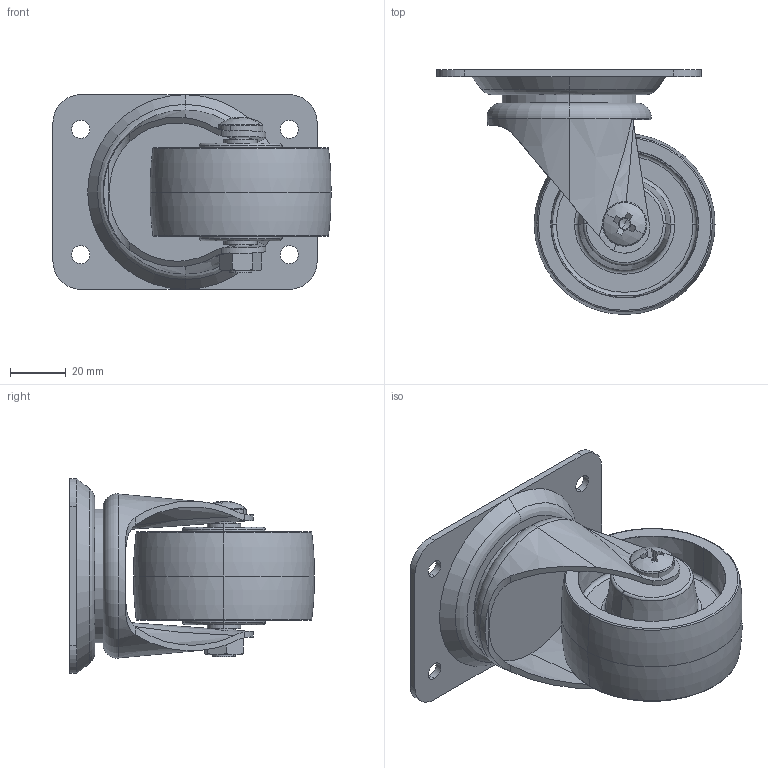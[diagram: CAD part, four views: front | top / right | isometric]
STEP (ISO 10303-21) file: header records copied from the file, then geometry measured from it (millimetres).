
FILE_DESCRIPTION (( 'STEP AP214' ), '1' );
FILE_NAME ('0012178_L-IS-PALZ-065-R-3-schwarz.step', '2018-09-18T13:38:21', ( '' ), ( '' ), 'SwSTEP 2.0', 'SolidWorks 2018', '' );
FILE_SCHEMA (( 'AUTOMOTIVE_DESIGN' ));
Length unit declared in the file: millimetre
Products named in the file (1): 0012178_L-IS-PALZ-065-R-3-schwarz
Bounding box: 100 x 88 x 70 mm (x, y, z)
Volume: 111658.7 mm3; surface area: 51302.8 mm2
Topology: 5 solids, 5 shells, 197 faces, 465 edges, 283 vertices
Faces by surface type: plane 62, torus 48, cone 42, cylinder 37, bspline 6, sphere 2
Entity records: 9122 total; most frequent: CARTESIAN_POINT 2361, DIRECTION 995, ORIENTED_EDGE 926, EDGE_CURVE 463, AXIS2_PLACEMENT_3D 437, VERTEX_POINT 283, CIRCLE 245, EDGE_LOOP 222
